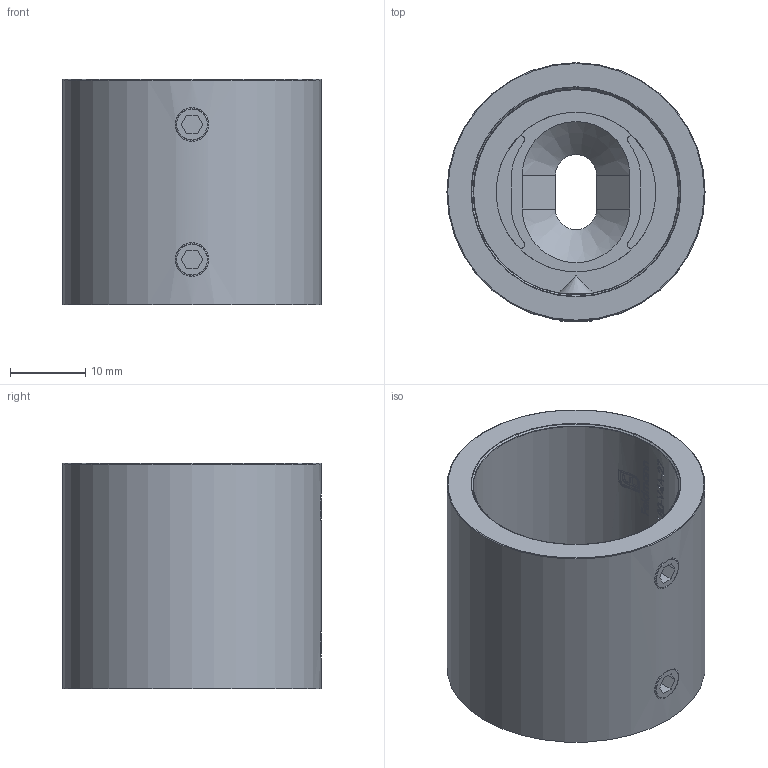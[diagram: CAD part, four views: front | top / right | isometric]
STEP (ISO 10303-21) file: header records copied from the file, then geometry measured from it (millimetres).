
FILE_DESCRIPTION (( 'STEP AP203' ), '1' );
FILE_NAME ('54180-V4A-27.step', '2021-11-11T12:51:43', ( '' ), ( '' ), 'SwSTEP 2.0', 'SolidWorks 2018', '' );
FILE_SCHEMA (( 'CONFIG_CONTROL_DESIGN' ));
Length unit declared in the file: millimetre
Products named in the file (8): socket set screw cone point_din; socket set screw cone point_din_DIN 914 - M5 x 6-S; 54180-240-XX Teil2; 54180-240-XX Teil1_54180-V4A-27 Teil1; 54180-V4A-27; 54180-240-XX Teil2_54180-V4A-27 Teil2; 54180-240-XX Teil1
Assembly tree (4 placements, depth 2):
  socket set screw cone point_din
  socket set screw cone point_din
  54180-240-XX Teil2
  54180-V4A-27
    54180-240-XX Teil1_54180-V4A-27 Teil1
    54180-240-XX Teil2_54180-V4A-27 Teil2
    socket set screw cone point_din_DIN 914 - M5 x 6-S  x2
  54180-240-XX Teil1
Bounding box: 34.4 x 34.4 x 30 mm (x, y, z)
Volume: 13287.7 mm3; surface area: 9509.5 mm2
Topology: 4 solids, 4 shells, 388 faces, 996 edges, 652 vertices
Faces by surface type: plane 186, bspline 108, cylinder 59, cone 32, torus 3
Full cylindrical faces by diameter (mm): 4.2 x2, 5 x10, 20.5 x1, 21.3 x1, 25.3 x1, 27.3 x2, 27.4 x1, 34.4 x1
Entity records: 15777 total; most frequent: CARTESIAN_POINT 7037, ORIENTED_EDGE 1792, DIRECTION 1334, EDGE_CURVE 896, VERTEX_POINT 610, LINE 446, VECTOR 446, AXIS2_PLACEMENT_3D 444
